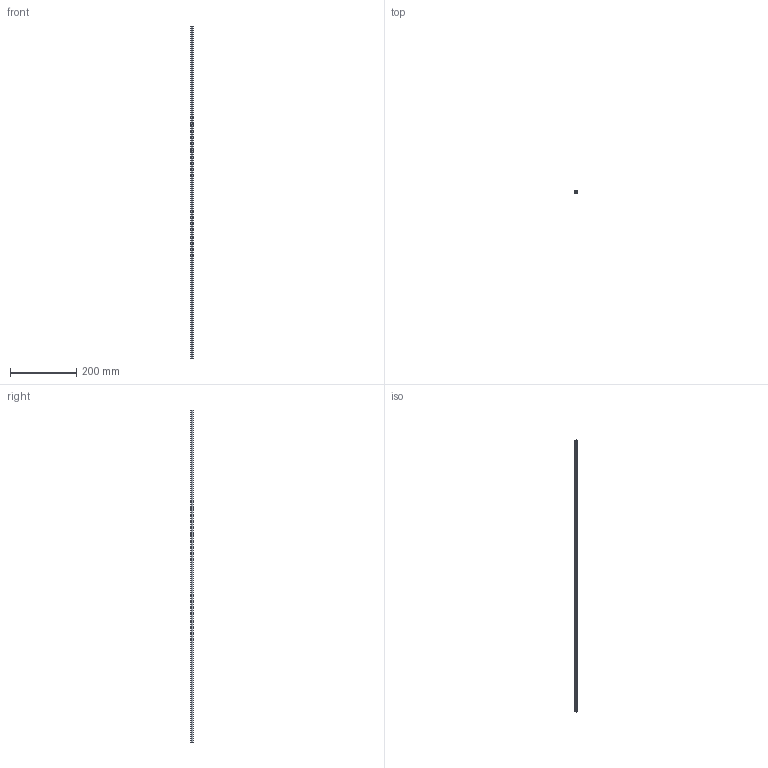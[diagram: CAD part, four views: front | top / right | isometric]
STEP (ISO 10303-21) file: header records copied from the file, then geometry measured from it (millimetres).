
FILE_DESCRIPTION (( 'STEP AP214' ), '1' );
FILE_NAME ('Z19 Óïëîòíèòåëü ïàçîâûé, ïàç 6.STEP', '2019-04-05T09:08:56', ( 'Ïîëüçîâàòåëü Windows' ), ( '' ), 'SwSTEP 2.0', 'SolidWorks 2018', '' );
FILE_SCHEMA (( 'AUTOMOTIVE_DESIGN' ));
Length unit declared in the file: millimetre
Products named in the file (1): Z19 Óïëîòíèòåëü ïàçîâûé, ïàç 6
Bounding box: 8.9 x 6.1 x 1000 mm (x, y, z)
Volume: 18573.8 mm3; surface area: 43994.1 mm2
Topology: 1 solids, 1 shells, 35 faces, 99 edges, 66 vertices
Faces by surface type: plane 20, cylinder 11, bspline 4
Entity records: 1311 total; most frequent: CARTESIAN_POINT 391, ORIENTED_EDGE 198, DIRECTION 169, EDGE_CURVE 99, VERTEX_POINT 66, VECTOR 61, LINE 61, AXIS2_PLACEMENT_3D 54
